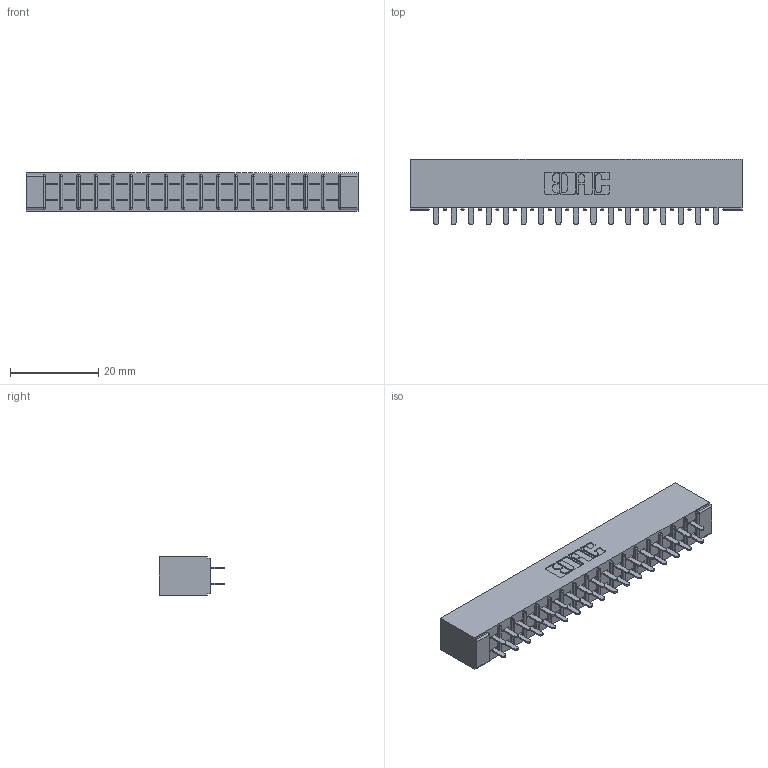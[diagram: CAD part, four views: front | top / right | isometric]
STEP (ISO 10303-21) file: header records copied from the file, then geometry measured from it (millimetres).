
FILE_DESCRIPTION (( 'STEP AP203' ), '1' );
FILE_NAME ('355-034-521-501.STEP', '2019-09-11T08:48:51', ( '' ), ( '' ), 'SwSTEP 2.0', 'SolidWorks 2016', '' );
FILE_SCHEMA (( 'CONFIG_CONTROL_DESIGN' ));
Length unit declared in the file: inch
Products named in the file (3): 305-290-001_521; 355-034-521-501; 305 Part_No Mounting
Assembly tree (35 placements, depth 2):
  355-034-521-501
    305 Part_No Mounting
    305-290-001_521  x34
Bounding box: 75.23 x 14.86 x 8.71 mm (x, y, z)
Volume: 4645.1 mm3; surface area: 9436.9 mm2
Topology: 35 solids, 35 shells, 1672 faces, 4763 edges, 3082 vertices
Faces by surface type: plane 982, cylinder 622, sphere 68
Entity records: 21052 total; most frequent: CARTESIAN_POINT 3481, ORIENTED_EDGE 3450, DIRECTION 3385, EDGE_CURVE 1725, VECTOR 1373, LINE 1373, VERTEX_POINT 1102, AXIS2_PLACEMENT_3D 1006
